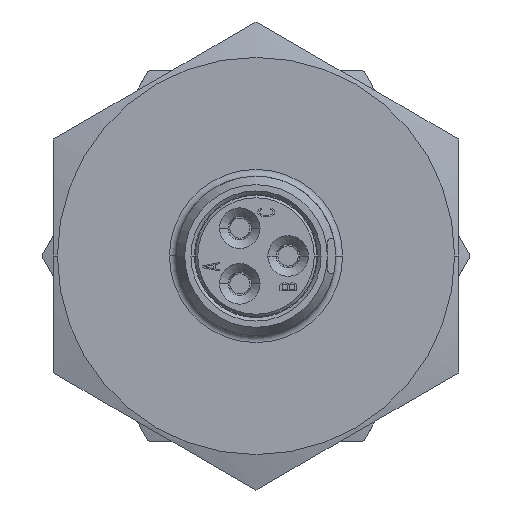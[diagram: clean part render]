
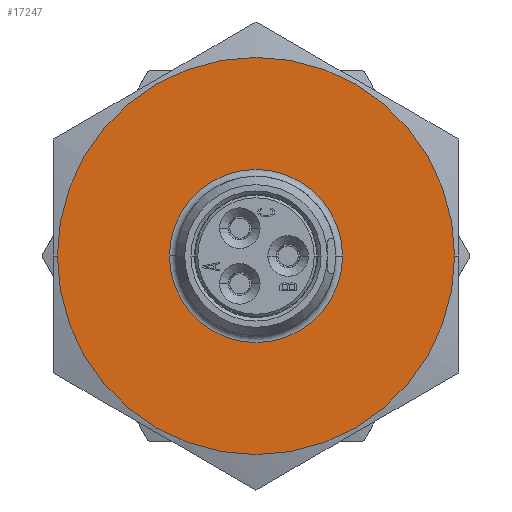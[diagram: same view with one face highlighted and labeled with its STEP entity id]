
A CAD part, left-side view. The second image highlights one B-rep face of the part: STEP entity #17247.
In plain terms, the highlighted planar face has unit normal (-1, 0, 0).
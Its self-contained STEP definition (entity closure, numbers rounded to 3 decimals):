
#5375=CARTESIAN_POINT('',(0.,0.,0.));
#5376=DIRECTION('',(-1.,0.,0.));
#5377=DIRECTION('',(0.,1.,0.));
#5378=AXIS2_PLACEMENT_3D('',#5375,#5376,#5377);
#5380=CARTESIAN_POINT('',(0.,0.,0.));
#5381=DIRECTION('',(1.,0.,0.));
#5382=DIRECTION('',(0.,1.,0.));
#5383=AXIS2_PLACEMENT_3D('',#5380,#5381,#5382);
#5385=CARTESIAN_POINT('',(0.,0.,0.));
#5386=DIRECTION('',(-1.,0.,0.));
#5387=DIRECTION('',(0.,1.,0.));
#5388=AXIS2_PLACEMENT_3D('',#5385,#5386,#5387);
#5400=CARTESIAN_POINT('',(0.,0.,0.));
#5401=DIRECTION('',(-1.,0.,0.));
#5402=DIRECTION('',(0.,-1.,0.));
#5403=AXIS2_PLACEMENT_3D('',#5400,#5401,#5402);
#9855=CARTESIAN_POINT('',(0.,11.761,0.));
#9856=CARTESIAN_POINT('',(0.,-11.761,0.));
#9857=VERTEX_POINT('',#9855);
#9858=VERTEX_POINT('',#9856);
#10161=CARTESIAN_POINT('',(0.,5.125,0.));
#10162=CARTESIAN_POINT('',(0.,-5.125,0.));
#10163=VERTEX_POINT('',#10161);
#10164=VERTEX_POINT('',#10162);
#17232=CARTESIAN_POINT('',(0.,0.,0.));
#17233=DIRECTION('',(1.,0.,0.));
#17234=DIRECTION('',(0.,-1.,0.));
#17235=AXIS2_PLACEMENT_3D('',#17232,#17233,#17234);
#17236=PLANE('264',#17235);
#17237=ORIENTED_EDGE('815',*,*,#17213,.F.);
#17238=ORIENTED_EDGE('809',*,*,#17195,.T.);
#17239=EDGE_LOOP('264',(#17237,#17238));
#17240=FACE_OUTER_BOUND('264',#17239,.F.);
#17242=ORIENTED_EDGE('1167',*,*,#17241,.T.);
#17244=ORIENTED_EDGE('1169',*,*,#17243,.T.);
#17245=EDGE_LOOP('264',(#17242,#17244));
#17246=FACE_BOUND('264',#17245,.F.);
#5379=CIRCLE('815',#5378,11.761);
#5384=CIRCLE('809',#5383,11.761);
#5389=CIRCLE('1167',#5388,5.125);
#5404=CIRCLE('1169',#5403,5.125);
#17195=EDGE_CURVE('809',#9857,#9858,#5384,.T.);
#17213=EDGE_CURVE('815',#9857,#9858,#5379,.T.);
#17241=EDGE_CURVE('1167',#10163,#10164,#5389,.T.);
#17243=EDGE_CURVE('1169',#10164,#10163,#5404,.T.);
#17247=ADVANCED_FACE('264',(#17240,#17246),#17236,.F.);
